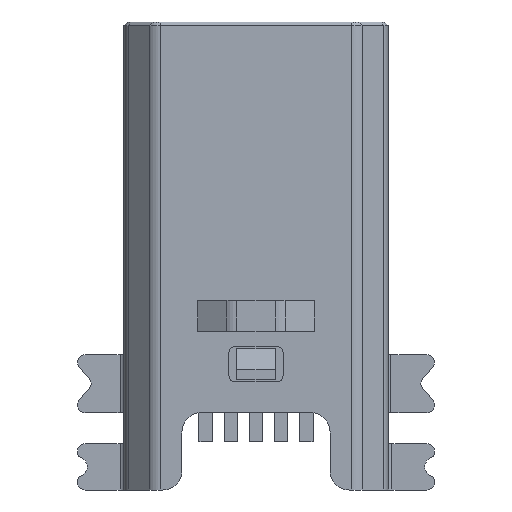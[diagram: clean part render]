
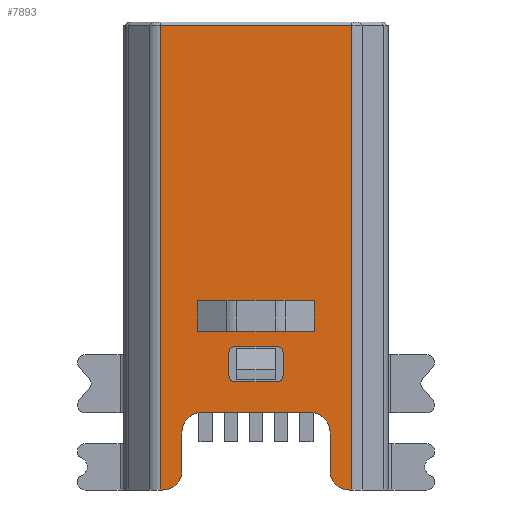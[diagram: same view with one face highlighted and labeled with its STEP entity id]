
A CAD part, front view. The second image highlights one B-rep face of the part: STEP entity #7893.
In plain terms, the highlighted planar face has unit normal (0, -1, 0).
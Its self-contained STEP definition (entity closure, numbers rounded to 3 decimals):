
#10=CARTESIAN_POINT('',(-1.415,-0.885,-2.9));
#11=DIRECTION('',(0.,1.,0.));
#12=DIRECTION('',(-1.,0.,0.));
#13=AXIS2_PLACEMENT_3D('',#10,#11,#12);
#28=DIRECTION('',(1.,0.,0.));
#29=VECTOR('',#28,0.5);
#30=CARTESIAN_POINT('',(-1.5,-0.885,-0.3));
#31=LINE('',#30,#29);
#32=DIRECTION('',(-1.,0.,0.));
#33=VECTOR('',#32,0.5);
#34=CARTESIAN_POINT('',(-1.,-0.885,0.5));
#35=LINE('',#34,#33);
#36=DIRECTION('',(0.,0.,1.));
#37=VECTOR('',#36,0.8);
#38=CARTESIAN_POINT('',(-1.5,-0.885,-0.3));
#39=LINE('',#38,#37);
#40=CARTESIAN_POINT('',(2.415,-0.885,-3.9));
#41=DIRECTION('',(0.,-1.,0.));
#42=DIRECTION('',(-1.,0.,0.));
#43=AXIS2_PLACEMENT_3D('',#40,#41,#42);
#45=DIRECTION('',(0.,0.,1.));
#46=VECTOR('',#45,1.);
#47=CARTESIAN_POINT('',(1.915,-0.885,-3.9));
#48=LINE('',#47,#46);
#49=DIRECTION('',(-1.,0.,0.));
#50=VECTOR('',#49,2.83);
#51=CARTESIAN_POINT('',(1.415,-0.885,-2.4));
#52=LINE('',#51,#50);
#53=DIRECTION('',(0.,0.,1.));
#54=VECTOR('',#53,1.);
#55=CARTESIAN_POINT('',(-1.915,-0.885,-3.9));
#56=LINE('',#55,#54);
#57=CARTESIAN_POINT('',(-2.415,-0.885,-3.9));
#58=DIRECTION('',(0.,-1.,0.));
#59=DIRECTION('',(0.,0.,-1.));
#60=AXIS2_PLACEMENT_3D('',#57,#58,#59);
#62=DIRECTION('',(-1.,0.,0.));
#63=VECTOR('',#62,4.939);
#64=CARTESIAN_POINT('',(2.469,-0.885,7.6));
#65=LINE('',#64,#63);
#66=DIRECTION('',(1.,0.,0.));
#67=VECTOR('',#66,1.1);
#68=CARTESIAN_POINT('',(-0.55,-0.885,-0.7));
#69=LINE('',#68,#67);
#70=DIRECTION('',(0.,0.,1.));
#71=VECTOR('',#70,0.6);
#72=CARTESIAN_POINT('',(-0.7,-0.885,-1.45));
#73=LINE('',#72,#71);
#74=DIRECTION('',(-1.,0.,0.));
#75=VECTOR('',#74,1.1);
#76=CARTESIAN_POINT('',(0.55,-0.885,-1.6));
#77=LINE('',#76,#75);
#78=DIRECTION('',(0.,0.,-1.));
#79=VECTOR('',#78,0.6);
#80=CARTESIAN_POINT('',(0.7,-0.885,-0.85));
#81=LINE('',#80,#79);
#82=DIRECTION('',(-1.,0.,0.));
#83=VECTOR('',#82,0.5);
#84=CARTESIAN_POINT('',(1.5,-0.885,0.5));
#85=LINE('',#84,#83);
#86=DIRECTION('',(1.,0.,0.));
#87=VECTOR('',#86,0.5);
#88=CARTESIAN_POINT('',(1.,-0.885,-0.3));
#89=LINE('',#88,#87);
#90=DIRECTION('',(0.,0.,1.));
#91=VECTOR('',#90,0.8);
#92=CARTESIAN_POINT('',(1.5,-0.885,-0.3));
#93=LINE('',#92,#91);
#178=DIRECTION('',(0.,0.,1.));
#179=VECTOR('',#178,0.8);
#180=CARTESIAN_POINT('',(-1.,-0.885,-0.3));
#181=LINE('',#180,#179);
#214=DIRECTION('',(0.,0.,1.));
#215=VECTOR('',#214,0.8);
#216=CARTESIAN_POINT('',(1.,-0.885,-0.3));
#217=LINE('',#216,#215);
#222=DIRECTION('',(0.,0.,1.));
#223=VECTOR('',#222,12.);
#224=CARTESIAN_POINT('',(2.469,-0.885,-4.4));
#225=LINE('',#224,#223);
#247=DIRECTION('',(0.,0.,-1.));
#248=VECTOR('',#247,12.);
#249=CARTESIAN_POINT('',(-2.469,-0.885,
7.6));
#250=LINE('',#249,#248);
#274=DIRECTION('',(-1.,0.,0.));
#275=VECTOR('',#274,0.054);
#276=CARTESIAN_POINT('',(-2.415,-0.885,-4.4));
#277=LINE('',#276,#275);
#352=DIRECTION('',(-1.,0.,0.));
#353=VECTOR('',#352,0.054);
#354=CARTESIAN_POINT('',(2.469,-0.885,-4.4));
#355=LINE('',#354,#353);
#3290=CARTESIAN_POINT('',(-0.55,-0.885,-1.45));
#3291=DIRECTION('',(0.,1.,0.));
#3292=DIRECTION('',(0.,0.,-1.));
#3293=AXIS2_PLACEMENT_3D('',#3290,#3291,#3292);
#3308=CARTESIAN_POINT('',(0.55,-0.885,-1.45));
#3309=DIRECTION('',(0.,1.,0.));
#3310=DIRECTION('',(1.,0.,0.));
#3311=AXIS2_PLACEMENT_3D('',#3308,#3309,#3310);
#3326=CARTESIAN_POINT('',(0.55,-0.885,-0.85));
#3327=DIRECTION('',(0.,1.,0.));
#3328=DIRECTION('',(0.,0.,1.));
#3329=AXIS2_PLACEMENT_3D('',#3326,#3327,#3328);
#3344=CARTESIAN_POINT('',(-0.55,-0.885,-0.85));
#3345=DIRECTION('',(0.,1.,0.));
#3346=DIRECTION('',(-1.,0.,0.));
#3347=AXIS2_PLACEMENT_3D('',#3344,#3345,#3346);
#3349=CARTESIAN_POINT('',(1.415,-0.885,-2.9));
#3350=DIRECTION('',(0.,1.,0.));
#3351=DIRECTION('',(0.,0.,1.));
#3352=AXIS2_PLACEMENT_3D('',#3349,#3350,#3351);
#6688=CARTESIAN_POINT('',(-0.7,-0.885,-1.45));
#6690=VERTEX_POINT('',#6688);
#6692=CARTESIAN_POINT('',(-0.55,-0.885,-1.6));
#6694=VERTEX_POINT('',#6692);
#6696=CARTESIAN_POINT('',(-0.55,-0.885,-0.7));
#6698=VERTEX_POINT('',#6696);
#6700=CARTESIAN_POINT('',(-0.7,-0.885,-0.85));
#6702=VERTEX_POINT('',#6700);
#6704=CARTESIAN_POINT('',(0.55,-0.885,-1.6));
#6706=VERTEX_POINT('',#6704);
#6708=CARTESIAN_POINT('',(0.7,-0.885,-1.45));
#6710=VERTEX_POINT('',#6708);
#6712=CARTESIAN_POINT('',(0.7,-0.885,-0.85));
#6714=VERTEX_POINT('',#6712);
#6716=CARTESIAN_POINT('',(0.55,-0.885,-0.7));
#6718=VERTEX_POINT('',#6716);
#6743=CARTESIAN_POINT('',(2.469,-0.885,7.6));
#6744=VERTEX_POINT('',#6743);
#6747=CARTESIAN_POINT('',(-2.469,-0.885,
7.6));
#6748=VERTEX_POINT('',#6747);
#6775=CARTESIAN_POINT('',(-1.415,-0.885,-2.4));
#6777=VERTEX_POINT('',#6775);
#6779=CARTESIAN_POINT('',(1.415,-0.885,-2.4));
#6781=VERTEX_POINT('',#6779);
#6799=CARTESIAN_POINT('',(-1.5,-0.885,0.5));
#6800=VERTEX_POINT('',#6799);
#6801=CARTESIAN_POINT('',(1.5,-0.885,0.5));
#6802=VERTEX_POINT('',#6801);
#6819=CARTESIAN_POINT('',(-1.5,-0.885,-0.3));
#6820=VERTEX_POINT('',#6819);
#6821=CARTESIAN_POINT('',(1.5,-0.885,-0.3));
#6822=VERTEX_POINT('',#6821);
#7129=CARTESIAN_POINT('',(2.469,-0.885,-4.4));
#7130=VERTEX_POINT('',#7129);
#7131=CARTESIAN_POINT('',(-2.469,-0.885,-4.4));
#7133=VERTEX_POINT('',#7131);
#7155=CARTESIAN_POINT('',(-1.915,-0.885,-2.9));
#7157=VERTEX_POINT('',#7155);
#7159=CARTESIAN_POINT('',(1.915,-0.885,-2.9));
#7161=VERTEX_POINT('',#7159);
#7167=CARTESIAN_POINT('',(1.915,-0.885,-3.9));
#7168=VERTEX_POINT('',#7167);
#7169=CARTESIAN_POINT('',(2.415,-0.885,-4.4));
#7170=VERTEX_POINT('',#7169);
#7171=CARTESIAN_POINT('',(-2.415,-0.885,-4.4));
#7172=CARTESIAN_POINT('',(-1.915,-0.885,-3.9));
#7173=VERTEX_POINT('',#7171);
#7174=VERTEX_POINT('',#7172);
#7387=CARTESIAN_POINT('',(1.,-0.885,-0.3));
#7388=CARTESIAN_POINT('',(1.,-0.885,0.5));
#7389=VERTEX_POINT('',#7387);
#7390=VERTEX_POINT('',#7388);
#7391=CARTESIAN_POINT('',(-1.,-0.885,-0.3));
#7392=CARTESIAN_POINT('',(-1.,-0.885,0.5));
#7393=VERTEX_POINT('',#7391);
#7394=VERTEX_POINT('',#7392);
#7828=CARTESIAN_POINT('',(-2.635,-0.885,-2.8));
#7829=DIRECTION('',(0.,-1.,0.));
#7830=DIRECTION('',(1.,0.,0.));
#7831=AXIS2_PLACEMENT_3D('',#7828,#7829,#7830);
#7832=PLANE('',#7831);
#7834=ORIENTED_EDGE('',*,*,#7833,.F.);
#7836=ORIENTED_EDGE('',*,*,#7835,.T.);
#7838=ORIENTED_EDGE('',*,*,#7837,.F.);
#7840=ORIENTED_EDGE('',*,*,#7839,.T.);
#7842=ORIENTED_EDGE('',*,*,#7841,.F.);
#7843=ORIENTED_EDGE('',*,*,#7774,.T.);
#7844=ORIENTED_EDGE('',*,*,#7790,.F.);
#7845=ORIENTED_EDGE('',*,*,#7805,.F.);
#7846=ORIENTED_EDGE('',*,*,#7818,.F.);
#7848=ORIENTED_EDGE('',*,*,#7847,.T.);
#7850=ORIENTED_EDGE('',*,*,#7849,.F.);
#7852=ORIENTED_EDGE('',*,*,#7851,.F.);
#7853=EDGE_LOOP('',(#7834,#7836,#7838,#7840,#7842,#7843,#7844,#7845,#7846,#7848,
#7850,#7852));
#7854=FACE_OUTER_BOUND('',#7853,.F.);
#7856=ORIENTED_EDGE('',*,*,#7855,.T.);
#7858=ORIENTED_EDGE('',*,*,#7857,.T.);
#7860=ORIENTED_EDGE('',*,*,#7859,.T.);
#7862=ORIENTED_EDGE('',*,*,#7861,.F.);
#7863=EDGE_LOOP('',(#7856,#7858,#7860,#7862));
#7864=FACE_BOUND('',#7863,.F.);
#7866=ORIENTED_EDGE('',*,*,#7865,.F.);
#7868=ORIENTED_EDGE('',*,*,#7867,.F.);
#7870=ORIENTED_EDGE('',*,*,#7869,.F.);
#7872=ORIENTED_EDGE('',*,*,#7871,.F.);
#7874=ORIENTED_EDGE('',*,*,#7873,.F.);
#7876=ORIENTED_EDGE('',*,*,#7875,.F.);
#7878=ORIENTED_EDGE('',*,*,#7877,.F.);
#7880=ORIENTED_EDGE('',*,*,#7879,.F.);
#7881=EDGE_LOOP('',(#7866,#7868,#7870,#7872,#7874,#7876,#7878,#7880));
#7882=FACE_BOUND('',#7881,.F.);
#7884=ORIENTED_EDGE('',*,*,#7883,.T.);
#7886=ORIENTED_EDGE('',*,*,#7885,.F.);
#7888=ORIENTED_EDGE('',*,*,#7887,.T.);
#7890=ORIENTED_EDGE('',*,*,#7889,.T.);
#7891=EDGE_LOOP('',(#7884,#7886,#7888,#7890));
#7892=FACE_BOUND('',#7891,.F.);
#14=CIRCLE('',#13,0.5);
#44=CIRCLE('',#43,0.5);
#61=CIRCLE('',#60,0.5);
#3294=CIRCLE('',#3293,0.15);
#3312=CIRCLE('',#3311,0.15);
#3330=CIRCLE('',#3329,0.15);
#3348=CIRCLE('',#3347,0.15);
#3353=CIRCLE('',#3352,0.5);
#7774=EDGE_CURVE('',#6781,#6777,#52,.T.);
#7790=EDGE_CURVE('',#7157,#6777,#14,.T.);
#7805=EDGE_CURVE('',#7174,#7157,#56,.T.);
#7818=EDGE_CURVE('',#7173,#7174,#61,.T.);
#7833=EDGE_CURVE('',#7130,#6744,#225,.T.);
#7835=EDGE_CURVE('',#7130,#7170,#355,.T.);
#7837=EDGE_CURVE('',#7168,#7170,#44,.T.);
#7839=EDGE_CURVE('',#7168,#7161,#48,.T.);
#7841=EDGE_CURVE('',#6781,#7161,#3353,.T.);
#7847=EDGE_CURVE('',#7173,#7133,#277,.T.);
#7849=EDGE_CURVE('',#6748,#7133,#250,.T.);
#7851=EDGE_CURVE('',#6744,#6748,#65,.T.);
#7855=EDGE_CURVE('',#6820,#7393,#31,.T.);
#7857=EDGE_CURVE('',#7393,#7394,#181,.T.);
#7859=EDGE_CURVE('',#7394,#6800,#35,.T.);
#7861=EDGE_CURVE('',#6820,#6800,#39,.T.);
#7865=EDGE_CURVE('',#6698,#6718,#69,.T.);
#7867=EDGE_CURVE('',#6702,#6698,#3348,.T.);
#7869=EDGE_CURVE('',#6690,#6702,#73,.T.);
#7871=EDGE_CURVE('',#6694,#6690,#3294,.T.);
#7873=EDGE_CURVE('',#6706,#6694,#77,.T.);
#7875=EDGE_CURVE('',#6710,#6706,#3312,.T.);
#7877=EDGE_CURVE('',#6714,#6710,#81,.T.);
#7879=EDGE_CURVE('',#6718,#6714,#3330,.T.);
#7883=EDGE_CURVE('',#6802,#7390,#85,.T.);
#7885=EDGE_CURVE('',#7389,#7390,#217,.T.);
#7887=EDGE_CURVE('',#7389,#6822,#89,.T.);
#7889=EDGE_CURVE('',#6822,#6802,#93,.T.);
#7893=ADVANCED_FACE('',(#7854,#7864,#7882,#7892),#7832,.T.);
